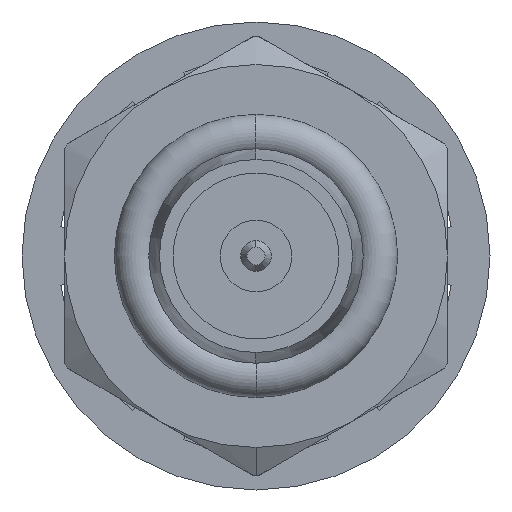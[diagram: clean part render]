
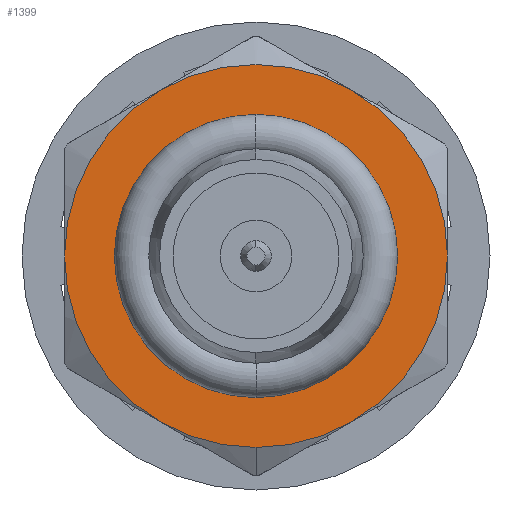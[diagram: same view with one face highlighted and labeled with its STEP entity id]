
A CAD part, left-side view. The second image highlights one B-rep face of the part: STEP entity #1399.
In plain terms, the highlighted planar face has unit normal (-1, 0, 0).
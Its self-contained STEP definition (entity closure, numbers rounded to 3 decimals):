
#231 = DIRECTION ( 'NONE',  ( 1., 0., 0. ) ) ;
#234 = DIRECTION ( 'NONE',  ( 0., 0., -1. ) ) ;
#236 = CIRCLE ( 'NONE', #8356, 3.175 ) ;
#1118 = ORIENTED_EDGE ( 'NONE', *, *, #4418, .F. ) ;
#1178 = AXIS2_PLACEMENT_3D ( 'NONE', #1333, #3525, #7933 ) ;
#1206 = ORIENTED_EDGE ( 'NONE', *, *, #2117, .F. ) ;
#1333 = CARTESIAN_POINT ( 'NONE',  ( -14.074, 0., 0. ) ) ;
#1399 = ADVANCED_FACE ( 'NONE', ( #4466, #8667 ), #7799, .F. ) ;
#1775 = DIRECTION ( 'NONE',  ( 0., 0., -1. ) ) ;
#2117 = EDGE_CURVE ( 'NONE', #12895, #11477, #10912, .T. ) ;
#2135 = CARTESIAN_POINT ( 'NONE',  ( -14.074, 0., -2.286 ) ) ;
#2195 = EDGE_CURVE ( 'NONE', #11477, #12620, #236, .T. ) ;
#2205 = AXIS2_PLACEMENT_3D ( 'NONE', #8739, #11742, #1775 ) ;
#2598 = DIRECTION ( 'NONE',  ( 1., 0., 0. ) ) ;
#2698 = DIRECTION ( 'NONE',  ( 1., 0., 0. ) ) ;
#2739 = AXIS2_PLACEMENT_3D ( 'NONE', #5198, #13194, #12032 ) ;
#2879 = CARTESIAN_POINT ( 'NONE',  ( -14.074, 0., 0. ) ) ;
#3136 = DIRECTION ( 'NONE',  ( 0., 0., -1. ) ) ;
#3525 = DIRECTION ( 'NONE',  ( 1., 0., 0. ) ) ;
#3673 = DIRECTION ( 'NONE',  ( 1., 0., 0. ) ) ;
#3814 = ORIENTED_EDGE ( 'NONE', *, *, #7702, .F. ) ;
#4367 = DIRECTION ( 'NONE',  ( 1., 0., 0. ) ) ;
#4379 = EDGE_CURVE ( 'NONE', #10377, #11918, #12684, .T. ) ;
#4380 = EDGE_LOOP ( 'NONE', ( #1118, #3814, #8848, #9913, #10707, #9730, #1206 ) ) ;
#4418 = EDGE_CURVE ( 'NONE', #12549, #12895, #8042, .T. ) ;
#4466 = FACE_BOUND ( 'NONE', #11546, .T. ) ;
#4486 = AXIS2_PLACEMENT_3D ( 'NONE', #8087, #3673, #234 ) ;
#4756 = DIRECTION ( 'NONE',  ( 0., 0., -1. ) ) ;
#5198 = CARTESIAN_POINT ( 'NONE',  ( -14.074, 0., 0. ) ) ;
#5634 = CARTESIAN_POINT ( 'NONE',  ( -14.074, 3.175, 0. ) ) ;
#5888 = AXIS2_PLACEMENT_3D ( 'NONE', #9294, #2698, #10464 ) ;
#6240 = CARTESIAN_POINT ( 'NONE',  ( -14.074, 1.588, -2.75 ) ) ;
#6490 = VERTEX_POINT ( 'NONE', #8463 ) ;
#7023 = CIRCLE ( 'NONE', #4486, 3.175 ) ;
#7217 = CARTESIAN_POINT ( 'NONE',  ( -14.074, 1.588, 2.75 ) ) ;
#7297 = DIRECTION ( 'NONE',  ( 0., 0., -1. ) ) ;
#7299 = AXIS2_PLACEMENT_3D ( 'NONE', #9476, #12690, #11524 ) ;
#7344 = ORIENTED_EDGE ( 'NONE', *, *, #13409, .T. ) ;
#7418 = EDGE_CURVE ( 'NONE', #12620, #6490, #7023, .T. ) ;
#7702 = EDGE_CURVE ( 'NONE', #11918, #12549, #13317, .T. ) ;
#7739 = CARTESIAN_POINT ( 'NONE',  ( -14.074, -3.175, 0. ) ) ;
#7799 = PLANE ( 'NONE',  #12774 ) ;
#7933 = DIRECTION ( 'NONE',  ( 0., 0., -1. ) ) ;
#8042 = CIRCLE ( 'NONE', #2739, 3.175 ) ;
#8087 = CARTESIAN_POINT ( 'NONE',  ( -14.074, 0., 0. ) ) ;
#8356 = AXIS2_PLACEMENT_3D ( 'NONE', #8874, #231, #4756 ) ;
#8463 = CARTESIAN_POINT ( 'NONE',  ( -14.074, -1.588, -2.75 ) ) ;
#8492 = EDGE_CURVE ( 'NONE', #6490, #10377, #10992, .T. ) ;
#8667 = FACE_OUTER_BOUND ( 'NONE', #4380, .T. ) ;
#8739 = CARTESIAN_POINT ( 'NONE',  ( -14.074, 0., 0. ) ) ;
#8811 = CARTESIAN_POINT ( 'NONE',  ( -14.074, -2.286, 0. ) ) ;
#8826 = VERTEX_POINT ( 'NONE', #9624 ) ;
#8848 = ORIENTED_EDGE ( 'NONE', *, *, #4379, .F. ) ;
#8874 = CARTESIAN_POINT ( 'NONE',  ( -14.074, 0., 0. ) ) ;
#8885 = DIRECTION ( 'NONE',  ( 1., 0., 0. ) ) ;
#9294 = CARTESIAN_POINT ( 'NONE',  ( -14.074, 0., 0. ) ) ;
#9476 = CARTESIAN_POINT ( 'NONE',  ( -14.074, 0., 0. ) ) ;
#9624 = CARTESIAN_POINT ( 'NONE',  ( -14.074, 0., 2.286 ) ) ;
#9730 = ORIENTED_EDGE ( 'NONE', *, *, #2195, .F. ) ;
#9913 = ORIENTED_EDGE ( 'NONE', *, *, #8492, .F. ) ;
#10130 = AXIS2_PLACEMENT_3D ( 'NONE', #2879, #2598, #7297 ) ;
#10377 = VERTEX_POINT ( 'NONE', #11498 ) ;
#10464 = DIRECTION ( 'NONE',  ( 0., 0., -1. ) ) ;
#10707 = ORIENTED_EDGE ( 'NONE', *, *, #7418, .F. ) ;
#10779 = CIRCLE ( 'NONE', #7299, 2.286 ) ;
#10912 = CIRCLE ( 'NONE', #1178, 3.175 ) ;
#10992 = CIRCLE ( 'NONE', #13778, 3.175 ) ;
#11090 = ORIENTED_EDGE ( 'NONE', *, *, #13842, .T. ) ;
#11477 = VERTEX_POINT ( 'NONE', #12541 ) ;
#11498 = CARTESIAN_POINT ( 'NONE',  ( -14.074, 0., -3.175 ) ) ;
#11524 = DIRECTION ( 'NONE',  ( 0., 0., -1. ) ) ;
#11546 = EDGE_LOOP ( 'NONE', ( #7344, #11090 ) ) ;
#11742 = DIRECTION ( 'NONE',  ( 1., 0., 0. ) ) ;
#11918 = VERTEX_POINT ( 'NONE', #6240 ) ;
#12032 = DIRECTION ( 'NONE',  ( 0., 0., -1. ) ) ;
#12541 = CARTESIAN_POINT ( 'NONE',  ( -14.074, -1.588, 2.75 ) ) ;
#12549 = VERTEX_POINT ( 'NONE', #5634 ) ;
#12620 = VERTEX_POINT ( 'NONE', #7739 ) ;
#12684 = CIRCLE ( 'NONE', #10130, 3.175 ) ;
#12690 = DIRECTION ( 'NONE',  ( 1., 0., 0. ) ) ;
#12774 = AXIS2_PLACEMENT_3D ( 'NONE', #8811, #8885, #13259 ) ;
#12895 = VERTEX_POINT ( 'NONE', #7217 ) ;
#13194 = DIRECTION ( 'NONE',  ( 1., 0., 0. ) ) ;
#13259 = DIRECTION ( 'NONE',  ( 0., 0., -1. ) ) ;
#13317 = CIRCLE ( 'NONE', #5888, 3.175 ) ;
#13409 = EDGE_CURVE ( 'NONE', #8826, #13865, #10779, .T. ) ;
#13778 = AXIS2_PLACEMENT_3D ( 'NONE', #14320, #4367, #3136 ) ;
#13842 = EDGE_CURVE ( 'NONE', #13865, #8826, #14273, .T. ) ;
#13865 = VERTEX_POINT ( 'NONE', #2135 ) ;
#14273 = CIRCLE ( 'NONE', #2205, 2.286 ) ;
#14320 = CARTESIAN_POINT ( 'NONE',  ( -14.074, 0., 0. ) ) ;
